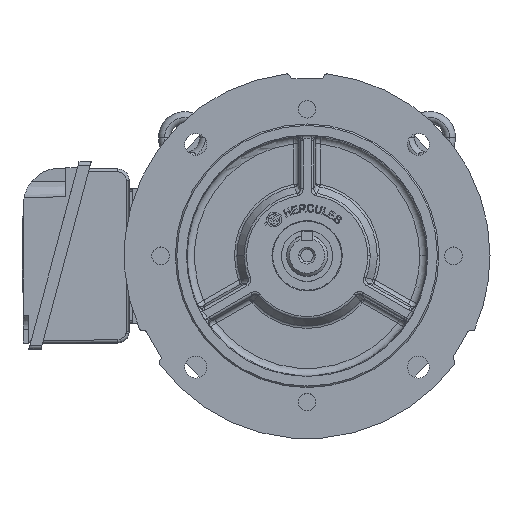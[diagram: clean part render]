
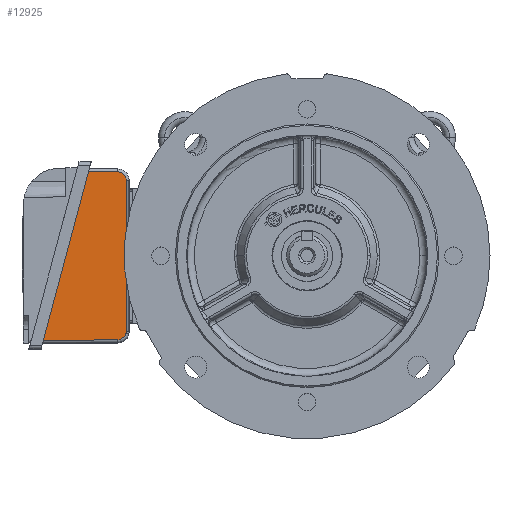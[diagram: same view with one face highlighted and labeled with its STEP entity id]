
A CAD part, top view. The second image highlights one B-rep face of the part: STEP entity #12925.
In plain terms, the highlighted planar face has unit normal (0.017, -0.004, 1).
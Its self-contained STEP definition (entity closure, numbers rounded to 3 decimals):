
#1124 = EDGE_LOOP ( 'NONE', ( #13807, #11847, #11460, #47687, #36209, #40616, #27195 ) ) ;
#1396 = VECTOR ( 'NONE', #10380, 1000. ) ;
#2933 =( BOUNDED_CURVE ( )  B_SPLINE_CURVE ( 3, ( #43664, #38021, #55308, #26714 ),
 .UNSPECIFIED., .F., .F. ) 
 B_SPLINE_CURVE_WITH_KNOTS ( ( 4, 4 ),
 ( 0.262, 1.815 ),
 .UNSPECIFIED. ) 
 CURVE ( )  GEOMETRIC_REPRESENTATION_ITEM ( )  RATIONAL_B_SPLINE_CURVE ( ( 1., 0.809, 0.809, 1. ) ) 
 REPRESENTATION_ITEM ( '' )  );
#3212 = CARTESIAN_POINT ( 'NONE',  ( -123.466, 51.388, 47.763 ) ) ;
#3479 = EDGE_CURVE ( 'NONE', #7280, #32206, #44632, .T. ) ;
#4322 = LINE ( 'NONE', #3212, #65721 ) ;
#4867 = VERTEX_POINT ( 'NONE', #58538 ) ;
#5494 = CARTESIAN_POINT ( 'NONE',  ( -123.671, -52.881, 47.295 ) ) ;
#6161 = CARTESIAN_POINT ( 'NONE',  ( -123.671, -52.881, 47.295 ) ) ;
#7280 = VERTEX_POINT ( 'NONE', #58279 ) ;
#8857 = DIRECTION ( 'NONE',  ( 0., 1., 0.005 ) ) ;
#9584 = DIRECTION ( 'NONE',  ( 0.017, -0.005, 1. ) ) ;
#10380 = DIRECTION ( 'NONE',  ( 1., 0.009, -0.017 ) ) ;
#11460 = ORIENTED_EDGE ( 'NONE', *, *, #70690, .T. ) ;
#11835 = CARTESIAN_POINT ( 'NONE',  ( -123.466, -51.854, 47.297 ) ) ;
#11847 = ORIENTED_EDGE ( 'NONE', *, *, #3479, .T. ) ;
#12201 = CARTESIAN_POINT ( 'NONE',  ( -123.466, -51.329, 47.299 ) ) ;
#12925 = ADVANCED_FACE ( 'NONE', ( #22399 ), #16005, .T. ) ;
#13807 = ORIENTED_EDGE ( 'NONE', *, *, #57061, .F. ) ;
#16005 = PLANE ( 'NONE',  #35298 ) ;
#16531 = VERTEX_POINT ( 'NONE', #22290 ) ;
#18105 = EDGE_CURVE ( 'NONE', #67327, #40608, #68269, .T. ) ;
#18222 =( BOUNDED_CURVE ( )  B_SPLINE_CURVE ( 3, ( #6161, #29138, #11835, #12201 ),
 .UNSPECIFIED., .F., .F. ) 
 B_SPLINE_CURVE_WITH_KNOTS ( ( 4, 4 ),
 ( 0., 0.262 ),
 .UNSPECIFIED. ) 
 CURVE ( )  GEOMETRIC_REPRESENTATION_ITEM ( )  RATIONAL_B_SPLINE_CURVE ( ( 1., 0.994, 0.994, 1. ) ) 
 REPRESENTATION_ITEM ( '' )  );
#22290 = CARTESIAN_POINT ( 'NONE',  ( -123.466, 51.379, 47.763 ) ) ;
#22399 = FACE_OUTER_BOUND ( 'NONE', #1124, .T. ) ;
#22990 = CARTESIAN_POINT ( 'NONE',  ( -123.466, -51.329, 47.299 ) ) ;
#23131 = DIRECTION ( 'NONE',  ( -1., 0.017, 0.017 ) ) ;
#26714 = CARTESIAN_POINT ( 'NONE',  ( -129.362, 57.378, 47.889 ) ) ;
#27195 = ORIENTED_EDGE ( 'NONE', *, *, #18105, .T. ) ;
#29138 = CARTESIAN_POINT ( 'NONE',  ( -123.535, -52.374, 47.295 ) ) ;
#32206 = VERTEX_POINT ( 'NONE', #45191 ) ;
#32837 =( BOUNDED_CURVE ( )  B_SPLINE_CURVE ( 3, ( #57414, #74326, #57055, #5494 ),
 .UNSPECIFIED., .F., .F. ) 
 B_SPLINE_CURVE_WITH_KNOTS ( ( 4, 4 ),
 ( 4.983, 6.283 ),
 .UNSPECIFIED. ) 
 CURVE ( )  GEOMETRIC_REPRESENTATION_ITEM ( )  RATIONAL_B_SPLINE_CURVE ( ( 1., 0.864, 0.864, 1. ) ) 
 REPRESENTATION_ITEM ( '' )  );
#32926 = DIRECTION ( 'NONE',  ( 1., 0., -0.017 ) ) ;
#35298 = AXIS2_PLACEMENT_3D ( 'NONE', #73521, #9584, #32926 ) ;
#36209 = ORIENTED_EDGE ( 'NONE', *, *, #57669, .T. ) ;
#37784 = EDGE_CURVE ( 'NONE', #4867, #44737, #18222, .T. ) ;
#38021 = CARTESIAN_POINT ( 'NONE',  ( -123.466, 54.846, 47.779 ) ) ;
#40608 = VERTEX_POINT ( 'NONE', #46574 ) ;
#40616 = ORIENTED_EDGE ( 'NONE', *, *, #68058, .T. ) ;
#43664 = CARTESIAN_POINT ( 'NONE',  ( -123.466, 51.379, 47.763 ) ) ;
#44632 = LINE ( 'NONE', #61937, #1396 ) ;
#44737 = VERTEX_POINT ( 'NONE', #22990 ) ;
#45191 = CARTESIAN_POINT ( 'NONE',  ( -129.414, -57.328, 47.372 ) ) ;
#46342 = VECTOR ( 'NONE', #23131, 1000. ) ;
#46574 = CARTESIAN_POINT ( 'NONE',  ( -150.65, 57.75, 48.25 ) ) ;
#47687 = ORIENTED_EDGE ( 'NONE', *, *, #37784, .T. ) ;
#55308 = CARTESIAN_POINT ( 'NONE',  ( -125.896, 57.318, 47.831 ) ) ;
#56814 = CARTESIAN_POINT ( 'NONE',  ( -163.369, 10.281, 48.25 ) ) ;
#57055 = CARTESIAN_POINT ( 'NONE',  ( -124.396, -55.588, 47.295 ) ) ;
#57061 = EDGE_CURVE ( 'NONE', #7280, #40608, #63174, .T. ) ;
#57414 = CARTESIAN_POINT ( 'NONE',  ( -129.414, -57.328, 47.372 ) ) ;
#57669 = EDGE_CURVE ( 'NONE', #44737, #16531, #4322, .T. ) ;
#58279 = CARTESIAN_POINT ( 'NONE',  ( -181.607, -57.784, 48.25 ) ) ;
#58538 = CARTESIAN_POINT ( 'NONE',  ( -123.671, -52.881, 47.295 ) ) ;
#61937 = CARTESIAN_POINT ( 'NONE',  ( -129.447, -57.329, 47.373 ) ) ;
#62814 = DIRECTION ( 'NONE',  ( 0.259, 0.966, 0. ) ) ;
#63174 = LINE ( 'NONE', #56814, #66851 ) ;
#63795 = CARTESIAN_POINT ( 'NONE',  ( -129.362, 57.378, 47.889 ) ) ;
#65721 = VECTOR ( 'NONE', #8857, 1000. ) ;
#66851 = VECTOR ( 'NONE', #62814, 1000. ) ;
#67327 = VERTEX_POINT ( 'NONE', #63795 ) ;
#68058 = EDGE_CURVE ( 'NONE', #16531, #67327, #2933, .T. ) ;
#68269 = LINE ( 'NONE', #73534, #46342 ) ;
#70690 = EDGE_CURVE ( 'NONE', #32206, #4867, #32837, .T. ) ;
#73521 = CARTESIAN_POINT ( 'NONE',  ( -163.369, 10.281, 48.25 ) ) ;
#73534 = CARTESIAN_POINT ( 'NONE',  ( -162.534, 57.957, 48.451 ) ) ;
#74326 = CARTESIAN_POINT ( 'NONE',  ( -126.612, -57.304, 47.325 ) ) ;
